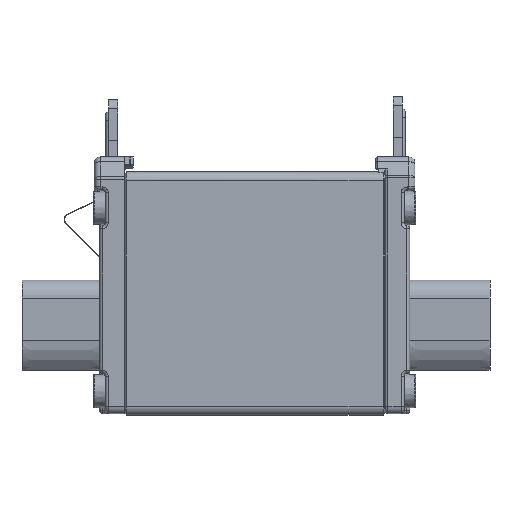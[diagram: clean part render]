
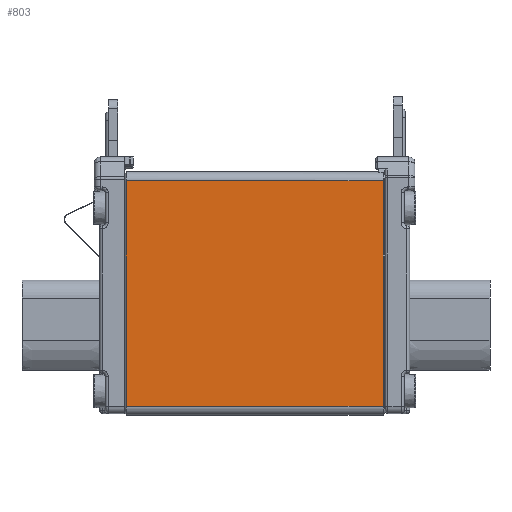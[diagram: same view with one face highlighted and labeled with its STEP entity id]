
A CAD part, left-side view. The second image highlights one B-rep face of the part: STEP entity #803.
In plain terms, the highlighted planar face has unit normal (-1, 0, 0).
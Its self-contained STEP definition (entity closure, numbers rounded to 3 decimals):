
#803=ADVANCED_FACE('',(#2023),#1648,.T.);
#1648=PLANE('',#15338);
#2023=FACE_OUTER_BOUND('',#2829,.T.);
#2829=EDGE_LOOP('',(#6417,#6418,#6419,#6420));
#3735=LINE('',#21759,#5048);
#3750=LINE('',#21820,#5063);
#3751=LINE('',#21823,#5064);
#3752=LINE('',#21824,#5065);
#5048=VECTOR('',#17025,1.);
#5063=VECTOR('',#17082,1.);
#5064=VECTOR('',#17083,1.);
#5065=VECTOR('',#17084,1.);
#6417=ORIENTED_EDGE('',*,*,#12303,.T.);
#6418=ORIENTED_EDGE('',*,*,#12304,.T.);
#6419=ORIENTED_EDGE('',*,*,#12276,.T.);
#6420=ORIENTED_EDGE('',*,*,#12305,.T.);
#10836=VERTEX_POINT('',#21749);
#10841=VERTEX_POINT('',#21758);
#10859=VERTEX_POINT('',#21821);
#10860=VERTEX_POINT('',#21822);
#12276=EDGE_CURVE('',#10836,#10841,#3735,.T.);
#12303=EDGE_CURVE('',#10859,#10860,#3750,.T.);
#12304=EDGE_CURVE('',#10860,#10836,#3751,.T.);
#12305=EDGE_CURVE('',#10841,#10859,#3752,.T.);
#15338=AXIS2_PLACEMENT_3D('',#21825,#17085,#17086);
#17025=DIRECTION('',(0.,1.,0.));
#17082=DIRECTION('',(0.,-1.,0.));
#17083=DIRECTION('',(0.,0.,1.));
#17084=DIRECTION('',(0.,0.,-1.));
#17085=DIRECTION('',(-1.,0.,0.));
#17086=DIRECTION('',(0.,0.,1.));
#21749=CARTESIAN_POINT('',(-10.4,0.3,39.));
#21758=CARTESIAN_POINT('',(-10.4,43.1,39.));
#21759=CARTESIAN_POINT('',(-10.4,21.7,39.));
#21820=CARTESIAN_POINT('',(-10.4,21.7,1.5));
#21821=CARTESIAN_POINT('',(-10.4,43.1,1.5));
#21822=CARTESIAN_POINT('',(-10.4,0.3,1.5));
#21823=CARTESIAN_POINT('',(-10.4,0.3,0.));
#21824=CARTESIAN_POINT('',(-10.4,43.1,0.));
#21825=CARTESIAN_POINT('',(-10.4,21.7,0.));
